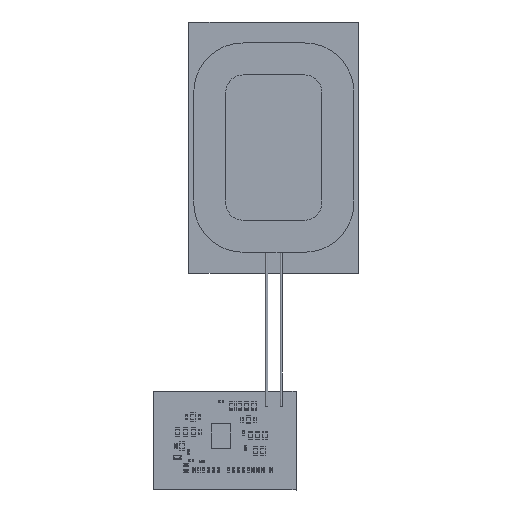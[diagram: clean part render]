
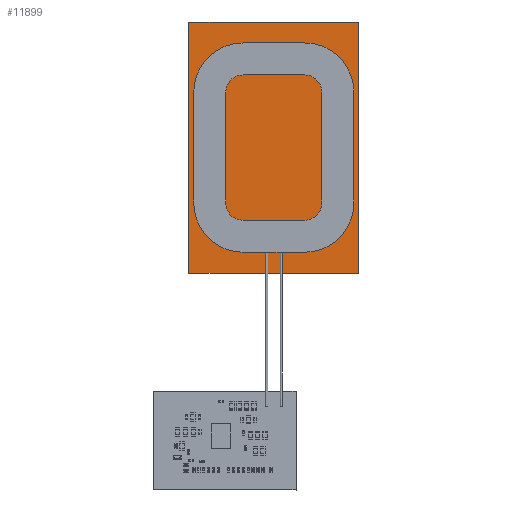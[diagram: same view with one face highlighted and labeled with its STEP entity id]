
A CAD part, top view. The second image highlights one B-rep face of the part: STEP entity #11899.
In plain terms, the highlighted planar face has unit normal (0, 0, 1).
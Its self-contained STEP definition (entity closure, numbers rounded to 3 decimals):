
#11784=DIRECTION('',(0.,-1.,0.));
#11785=VECTOR('',#11784,51.);
#11786=CARTESIAN_POINT('',(10.94,110.72,0.5));
#11787=LINE('',#11786,#11785);
#11788=DIRECTION('',(-1.,0.,0.));
#11789=VECTOR('',#11788,34.5);
#11790=CARTESIAN_POINT('',(45.44,110.72,0.5));
#11791=LINE('',#11790,#11789);
#11792=DIRECTION('',(0.,1.,0.));
#11793=VECTOR('',#11792,51.);
#11794=CARTESIAN_POINT('',(45.44,59.72,0.5));
#11795=LINE('',#11794,#11793);
#11796=DIRECTION('',(1.,0.,0.));
#11797=VECTOR('',#11796,34.5);
#11798=CARTESIAN_POINT('',(10.94,59.72,0.5));
#11799=LINE('',#11798,#11797);
#11808=CARTESIAN_POINT('',(10.94,110.72,0.5));
#11809=CARTESIAN_POINT('',(10.94,59.72,0.5));
#11810=VERTEX_POINT('',#11808);
#11811=VERTEX_POINT('',#11809);
#11812=CARTESIAN_POINT('',(45.44,59.72,0.5));
#11813=VERTEX_POINT('',#11812);
#11814=CARTESIAN_POINT('',(45.44,110.72,0.5));
#11815=VERTEX_POINT('',#11814);
#11888=CARTESIAN_POINT('',(0.,0.,0.5));
#11889=DIRECTION('',(0.,0.,1.));
#11890=DIRECTION('',(1.,0.,0.));
#11891=AXIS2_PLACEMENT_3D('',#11888,#11889,#11890);
#11892=PLANE('',#11891);
#11893=ORIENTED_EDGE('',*,*,#11840,.F.);
#11894=ORIENTED_EDGE('',*,*,#11855,.F.);
#11895=ORIENTED_EDGE('',*,*,#11869,.F.);
#11896=ORIENTED_EDGE('',*,*,#11882,.F.);
#11897=EDGE_LOOP('',(#11893,#11894,#11895,#11896));
#11898=FACE_OUTER_BOUND('',#11897,.F.);
#11899=ADVANCED_FACE('',(#11898),#11892,.T.);
#11840=EDGE_CURVE('',#11810,#11811,#11787,.T.);
#11855=EDGE_CURVE('',#11815,#11810,#11791,.T.);
#11869=EDGE_CURVE('',#11813,#11815,#11795,.T.);
#11882=EDGE_CURVE('',#11811,#11813,#11799,.T.);
